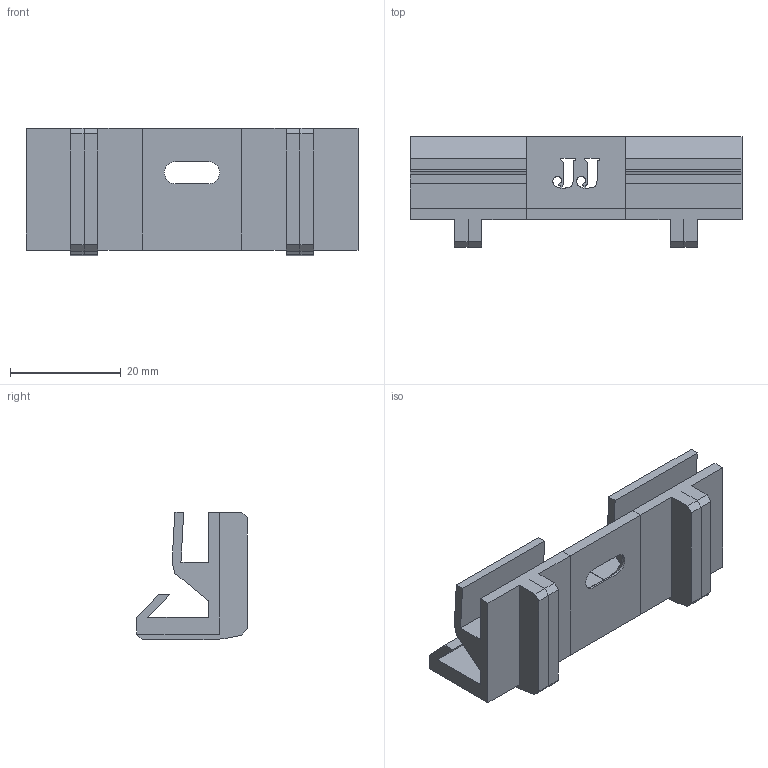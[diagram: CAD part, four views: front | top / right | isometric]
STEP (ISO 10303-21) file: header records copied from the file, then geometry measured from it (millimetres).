
FILE_DESCRIPTION(('Open CASCADE Model'),'2;1');
FILE_NAME('Open CASCADE Shape Model','2022-09-13T20:29:56',('Author'),( 'Open CASCADE'),'Open CASCADE STEP processor 7.5','Open CASCADE 7.5' ,'Unknown');
FILE_SCHEMA(('AUTOMOTIVE_DESIGN { 1 0 10303 214 1 1 1 1 }'));
Length unit declared in the file: millimetre
Products named in the file (9): CQ assembly; d34141c6-33a2-11ed-80da-0242ac110002; d34141c6-33a2-11ed-80da-0242ac110002_part; g0; g0_part; l1; l1_part; g1; g1_part
Assembly tree (8 placements, depth 4):
  CQ assembly
    d34141c6-33a2-11ed-80da-0242ac110002
      d34141c6-33a2-11ed-80da-0242ac110002_part
      g0
        g0_part
      l1
        l1_part
      g1
        g1_part
Bounding box: 60 x 20 x 23 mm (x, y, z)
Volume: 8189.4 mm3; surface area: 7925.7 mm2
Topology: 3 solids, 3 shells, 138 faces, 384 edges, 252 vertices
Faces by surface type: plane 98, extrusion 36, cylinder 2, cone 2
Entity records: 10404 total; most frequent: CARTESIAN_POINT 2869, DIRECTION 1208, VECTOR 972, LINE 936, ORIENTED_EDGE 772, PCURVE 772, DEFINITIONAL_REPRESENTATION 772, EDGE_CURVE 386
